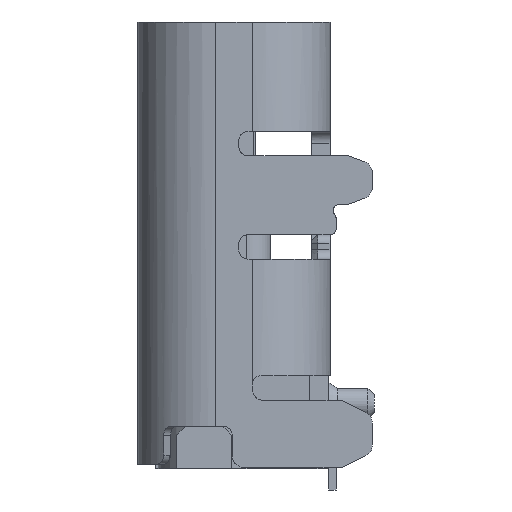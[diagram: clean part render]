
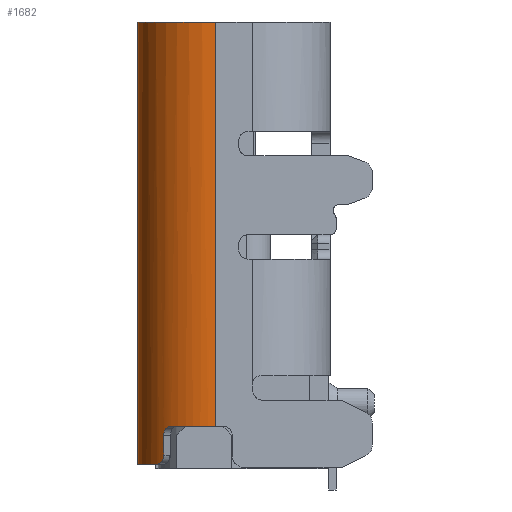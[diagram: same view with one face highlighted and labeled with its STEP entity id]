
A CAD part, left-side view. The second image highlights one B-rep face of the part: STEP entity #1682.
In plain terms, the highlighted cylindrical face has radius 1.28 mm (diameter 2.56 mm), a partial arc.
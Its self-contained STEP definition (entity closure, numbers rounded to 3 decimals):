
#1682=ADVANCED_FACE('NONE',(#3911),#3912,.T.);
#3911=FACE_OUTER_BOUND('',#5897,.T.);
#3912=CYLINDRICAL_SURFACE('',#5898,1.28);
#5897=EDGE_LOOP('',(#10188,#10189,#10190,#10191,#10192,#10193,#10194,#10195,#10196,#10197,#10198));
#5898=AXIS2_PLACEMENT_3D('',#10199,#10200,#10201);
#10188=ORIENTED_EDGE('',*,*,#16262,.F.);
#10189=ORIENTED_EDGE('',*,*,#16263,.F.);
#10190=ORIENTED_EDGE('',*,*,#16264,.F.);
#10191=ORIENTED_EDGE('',*,*,#16265,.T.);
#10192=ORIENTED_EDGE('',*,*,#16266,.F.);
#10193=ORIENTED_EDGE('',*,*,#16267,.F.);
#10194=ORIENTED_EDGE('',*,*,#16268,.F.);
#10195=ORIENTED_EDGE('',*,*,#16269,.F.);
#10196=ORIENTED_EDGE('',*,*,#16270,.F.);
#10197=ORIENTED_EDGE('',*,*,#16271,.F.);
#10198=ORIENTED_EDGE('',*,*,#16272,.F.);
#10199=CARTESIAN_POINT('',(-3.19,1.98,-7.275));
#10200=DIRECTION('',(0.0,0.0,-1.0));
#10201=DIRECTION('',(1.0,0.0,0.0));
#16262=EDGE_CURVE('NONE',#19058,#19059,#19060,.T.);
#16263=EDGE_CURVE('NONE',#19061,#19058,#19062,.T.);
#16264=EDGE_CURVE('NONE',#19063,#19061,#19064,.T.);
#16265=EDGE_CURVE('NONE',#19063,#19065,#19066,.T.);
#16266=EDGE_CURVE('NONE',#19067,#19065,#19068,.T.);
#16267=EDGE_CURVE('NONE',#19069,#19067,#19070,.T.);
#16268=EDGE_CURVE('NONE',#19071,#19069,#19072,.T.);
#16269=EDGE_CURVE('NONE',#19073,#19071,#19074,.T.);
#16270=EDGE_CURVE('NONE',#19075,#19073,#19076,.T.);
#16271=EDGE_CURVE('NONE',#19077,#19075,#19078,.T.);
#16272=EDGE_CURVE('NONE',#19059,#19077,#19079,.T.);
#19058=VERTEX_POINT('NONE',#23061);
#19059=VERTEX_POINT('NONE',#23062);
#19060=LINE('',#23063,#23064);
#19061=VERTEX_POINT('NONE',#23065);
#19062=CIRCLE('',#23066,1.28);
#19063=VERTEX_POINT('NONE',#23067);
#19064=LINE('',#23068,#23069);
#19065=VERTEX_POINT('NONE',#23070);
#19066=B_SPLINE_CURVE_WITH_KNOTS('',3,(#23071,#23072,#23073,#23074),.UNSPECIFIED.,.F.,.F.,(4,4),(0.0,1.0),.UNSPECIFIED.);
#19067=VERTEX_POINT('NONE',#23075);
#19068=B_SPLINE_CURVE_WITH_KNOTS('',3,(#23076,#23077,#23078,#23079),.UNSPECIFIED.,.F.,.F.,(4,4),(0.0,1.0),.UNSPECIFIED.);
#19069=VERTEX_POINT('NONE',#23080);
#19070=B_SPLINE_CURVE_WITH_KNOTS('',3,(#23081,#23082,#23083,#23084),.UNSPECIFIED.,.F.,.F.,(4,4),(0.0,1.0),.UNSPECIFIED.);
#19071=VERTEX_POINT('NONE',#23085);
#19072=LINE('',#23086,#23087);
#19073=VERTEX_POINT('NONE',#23088);
#19074=B_SPLINE_CURVE_WITH_KNOTS('',3,(#23089,#23090,#23091,#23092,#23093,#23094,#23095,#23096,#23097,#23098),.UNSPECIFIED.,.F.,.F.,(4,2,2,2,4),(0.0,0.25,0.375,0.5,1.0),.UNSPECIFIED.);
#19075=VERTEX_POINT('NONE',#23099);
#19076=B_SPLINE_CURVE_WITH_KNOTS('',3,(#23100,#23101,#23102,#23103),.UNSPECIFIED.,.F.,.F.,(4,4),(0.0,1.0),.UNSPECIFIED.);
#19077=VERTEX_POINT('NONE',#23104);
#19078=B_SPLINE_CURVE_WITH_KNOTS('',3,(#23105,#23106,#23107,#23108),.UNSPECIFIED.,.F.,.F.,(4,4),(0.0,1.0),.UNSPECIFIED.);
#19079=B_SPLINE_CURVE_WITH_KNOTS('',3,(#23109,#23110,#23111,#23112),.UNSPECIFIED.,.F.,.F.,(4,4),(0.0,1.0),.UNSPECIFIED.);
#23061=CARTESIAN_POINT('',(-4.47,1.98,0.0));
#23062=CARTESIAN_POINT('',(-4.47,1.98,-6.65));
#23063=CARTESIAN_POINT('',(-4.47,1.98,-3.638));
#23064=VECTOR('',#28177,1000.0);
#23065=CARTESIAN_POINT('',(-3.19,3.26,0.0));
#23066=AXIS2_PLACEMENT_3D('',#28178,#28179,#28180);
#23067=CARTESIAN_POINT('',(-3.19,3.26,-7.275));
#23068=CARTESIAN_POINT('',(-3.19,3.26,-7.275));
#23069=VECTOR('',#28181,1000.0);
#23070=CARTESIAN_POINT('',(-4.031,2.945,-7.275));
#23071=CARTESIAN_POINT('',(-3.19,3.26,-7.275));
#23072=CARTESIAN_POINT('',(-3.496,3.26,-7.275));
#23073=CARTESIAN_POINT('',(-3.801,3.146,-7.275));
#23074=CARTESIAN_POINT('',(-4.031,2.945,-7.275));
#23075=CARTESIAN_POINT('',(-4.112,2.868,-7.23));
#23076=CARTESIAN_POINT('',(-4.112,2.868,-7.23));
#23077=CARTESIAN_POINT('',(-4.094,2.887,-7.256));
#23078=CARTESIAN_POINT('',(-4.065,2.915,-7.275));
#23079=CARTESIAN_POINT('',(-4.031,2.945,-7.275));
#23080=CARTESIAN_POINT('',(-4.143,2.835,-7.125));
#23081=CARTESIAN_POINT('',(-4.143,2.835,-7.125));
#23082=CARTESIAN_POINT('',(-4.143,2.835,-7.165));
#23083=CARTESIAN_POINT('',(-4.131,2.848,-7.203));
#23084=CARTESIAN_POINT('',(-4.112,2.868,-7.23));
#23085=CARTESIAN_POINT('',(-4.143,2.835,-6.8));
#23086=CARTESIAN_POINT('',(-4.143,2.835,-3.638));
#23087=VECTOR('',#28182,1000.0);
#23088=CARTESIAN_POINT('',(-4.237,2.716,-6.65));
#23089=CARTESIAN_POINT('',(-4.237,2.716,-6.65));
#23090=CARTESIAN_POINT('',(-4.225,2.733,-6.65));
#23091=CARTESIAN_POINT('',(-4.214,2.748,-6.654));
#23092=CARTESIAN_POINT('',(-4.197,2.77,-6.665));
#23093=CARTESIAN_POINT('',(-4.192,2.777,-6.67));
#23094=CARTESIAN_POINT('',(-4.181,2.79,-6.681));
#23095=CARTESIAN_POINT('',(-4.177,2.795,-6.686));
#23096=CARTESIAN_POINT('',(-4.151,2.826,-6.726));
#23097=CARTESIAN_POINT('',(-4.143,2.835,-6.767));
#23098=CARTESIAN_POINT('',(-4.143,2.835,-6.8));
#23099=CARTESIAN_POINT('',(-4.37,2.475,-6.65));
#23100=CARTESIAN_POINT('',(-4.37,2.475,-6.65));
#23101=CARTESIAN_POINT('',(-4.335,2.56,-6.65));
#23102=CARTESIAN_POINT('',(-4.29,2.64,-6.65));
#23103=CARTESIAN_POINT('',(-4.237,2.716,-6.65));
#23104=CARTESIAN_POINT('',(-4.445,2.232,-6.65));
#23105=CARTESIAN_POINT('',(-4.445,2.232,-6.65));
#23106=CARTESIAN_POINT('',(-4.428,2.315,-6.65));
#23107=CARTESIAN_POINT('',(-4.403,2.396,-6.65));
#23108=CARTESIAN_POINT('',(-4.37,2.475,-6.65));
#23109=CARTESIAN_POINT('',(-4.47,1.98,-6.65));
#23110=CARTESIAN_POINT('',(-4.47,2.065,-6.65));
#23111=CARTESIAN_POINT('',(-4.462,2.149,-6.65));
#23112=CARTESIAN_POINT('',(-4.445,2.232,-6.65));
#28177=DIRECTION('',(-0.0,-0.0,-1.0));
#28178=CARTESIAN_POINT('',(-3.19,1.98,0.0));
#28179=DIRECTION('',(0.0,0.0,1.0));
#28180=DIRECTION('',(1.0,0.0,0.0));
#28181=DIRECTION('',(0.0,0.0,1.0));
#28182=DIRECTION('',(-0.0,-0.0,-1.0));
